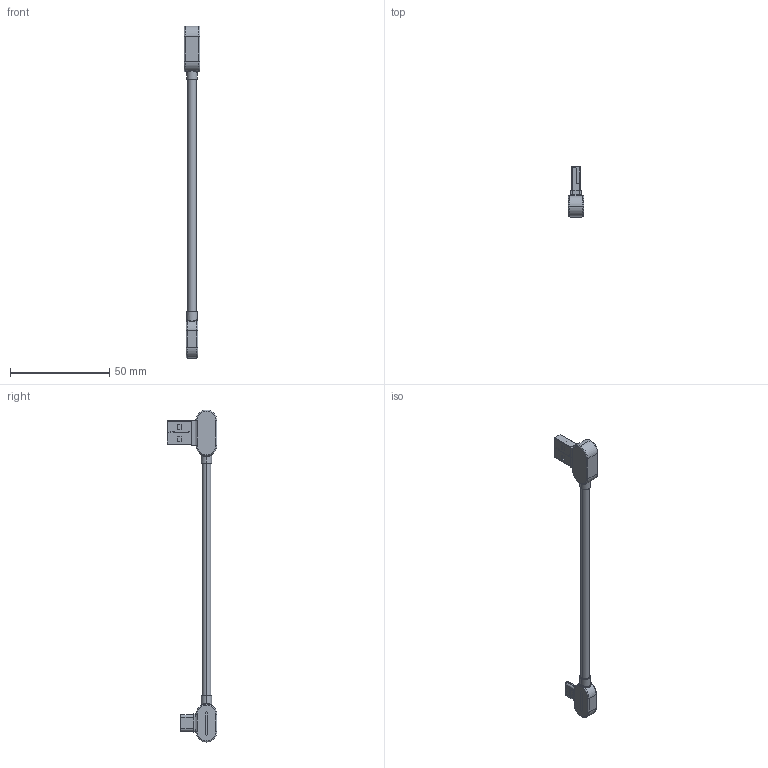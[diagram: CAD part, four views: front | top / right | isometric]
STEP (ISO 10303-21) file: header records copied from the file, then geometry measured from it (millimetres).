
FILE_DESCRIPTION (( 'STEP AP214' ), '1' );
FILE_NAME ('USBCA2LED-RA-MM_3D.STEP', '2022-06-20T20:50:05', ( '' ), ( '' ), 'SwSTEP 2.0', 'SolidWorks 2021', '' );
FILE_SCHEMA (( 'AUTOMOTIVE_DESIGN' ));
Length unit declared in the file: inch
Products named in the file (16): 1AA05-003-MA4; USB2.0 LED R A MALE; 1AA05-003-MA2_CRIMPED; 1AA05-003-MA1; 1AA05-003-MA3; USBCA2LED-RA-MM_3D; USB-4001B-2_BLACK CABLE; USB-4006B_2_CRIMPED; USB2.0 LED R C MALE; 1AA05-003-MA5; AOC 3.0 TYPE_C_MALE_CONNECTOR - MA9
Assembly tree (15 placements, depth 4):
  USBCA2LED-RA-MM_3D
    USB-4001B-2_BLACK CABLE
    USB2.0 LED R C MALE
      USB2.0 LED R C MALE
      AOC 3.0 TYPE_C_MALE_CONNECTOR - MA9
    USB2.0 LED R A MALE
      USB2.0 LED R A MALE
      USB-4006B_2_CRIMPED
        1AA05-003-MA1
        1AA05-003-MA2_CRIMPED
        1AA05-003-MA3
        1AA05-003-MA4
        1AA05-003-MA4
        1AA05-003-MA4
        1AA05-003-MA4
        1AA05-003-MA5
Bounding box: 8 x 25.09 x 167.05 mm (x, y, z)
Volume: 5626.2 mm3; surface area: 6848.6 mm2
Topology: 14 solids, 30 shells, 3031 faces, 8610 edges, 5594 vertices
Faces by surface type: plane 1965, cylinder 946, torus 42, bspline 30, sphere 26, cone 22
Entity records: 103130 total; most frequent: CARTESIAN_POINT 21798, ORIENTED_EDGE 17156, DIRECTION 15890, EDGE_CURVE 8578, LINE 6266, VECTOR 6266, VERTEX_POINT 5592, AXIS2_PLACEMENT_3D 4812
